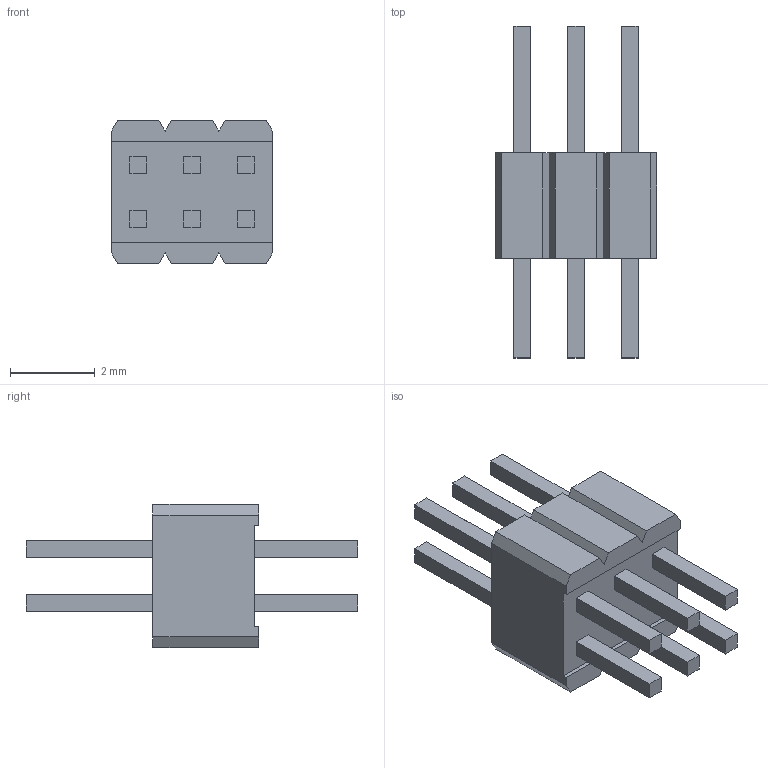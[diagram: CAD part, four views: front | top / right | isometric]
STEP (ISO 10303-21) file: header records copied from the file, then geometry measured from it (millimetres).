
FILE_DESCRIPTION((''),'2;1');
FILE_NAME('20021111-00006XXLFC','2009-07-17T',('bnataraj'),('FCI - ELX Division'),'PRO/ENGINEER BY PARAMETRIC TECHNOLOGY CORPORATION, 2008010','PRO/ENGINEER BY PARAMETRIC TECHNOLOGY CORPORATION, 2008010','');
FILE_SCHEMA(('CONFIG_CONTROL_DESIGN'));
Length unit declared in the file: millimetre
Products named in the file (1): 20021111-00006XXLFC
Bounding box: 3.81 x 7.85 x 3.4 mm (x, y, z)
Volume: 36.1 mm3; surface area: 116 mm2
Topology: 1 solids, 1 shells, 86 faces, 216 edges, 144 vertices
Faces by surface type: plane 86
Entity records: 2558 total; most frequent: CARTESIAN_POINT 446, ORIENTED_EDGE 432, DIRECTION 388, VECTOR 216, LINE 216, EDGE_CURVE 216, VERTEX_POINT 144, EDGE_LOOP 98
